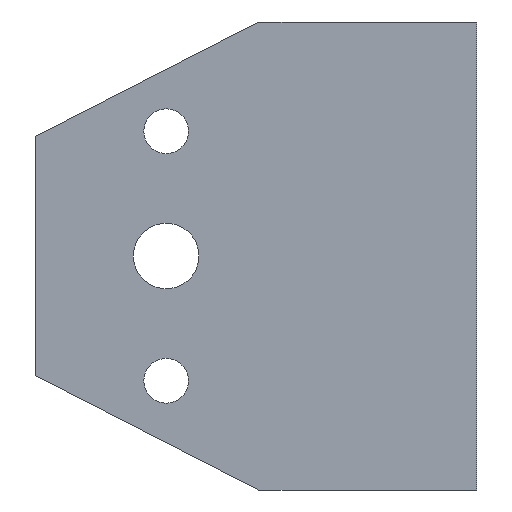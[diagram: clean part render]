
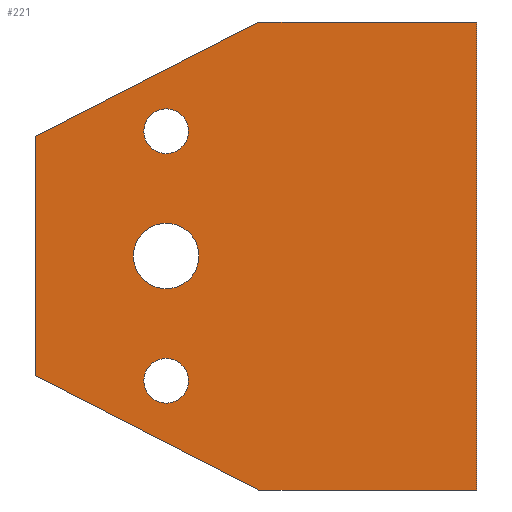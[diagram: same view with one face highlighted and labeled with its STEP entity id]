
A CAD part, left-side view. The second image highlights one B-rep face of the part: STEP entity #221.
In plain terms, the highlighted planar face has unit normal (-1, 0, 0).
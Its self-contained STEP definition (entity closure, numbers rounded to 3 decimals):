
#22=FACE_BOUND('',#59,.T.);
#23=FACE_BOUND('',#60,.T.);
#24=FACE_BOUND('',#61,.T.);
#26=CIRCLE('',#249,2.15);
#28=CIRCLE('',#252,2.15);
#30=CIRCLE('',#255,3.15);
#44=FACE_OUTER_BOUND('',#58,.T.);
#58=EDGE_LOOP('',(#194,#195,#196,#197,#198,#199));
#59=EDGE_LOOP('',(#200));
#60=EDGE_LOOP('',(#201));
#61=EDGE_LOOP('',(#202));
#64=LINE('',#327,#85);
#68=LINE('',#336,#89);
#73=LINE('',#358,#94);
#76=LINE('',#363,#97);
#78=LINE('',#367,#99);
#81=LINE('',#372,#102);
#85=VECTOR('',#268,10.);
#89=VECTOR('',#274,10.);
#94=VECTOR('',#299,10.);
#97=VECTOR('',#304,10.);
#99=VECTOR('',#308,10.);
#102=VECTOR('',#313,10.);
#106=VERTEX_POINT('',#324);
#107=VERTEX_POINT('',#326);
#110=VERTEX_POINT('',#333);
#111=VERTEX_POINT('',#335);
#113=VERTEX_POINT('',#341);
#115=VERTEX_POINT('',#347);
#117=VERTEX_POINT('',#353);
#118=VERTEX_POINT('',#357);
#120=VERTEX_POINT('',#366);
#124=EDGE_CURVE('',#107,#106,#64,.T.);
#128=EDGE_CURVE('',#111,#110,#68,.T.);
#132=EDGE_CURVE('',#113,#113,#26,.T.);
#135=EDGE_CURVE('',#115,#115,#28,.T.);
#138=EDGE_CURVE('',#117,#117,#30,.T.);
#139=EDGE_CURVE('',#118,#111,#73,.T.);
#142=EDGE_CURVE('',#110,#107,#76,.T.);
#144=EDGE_CURVE('',#120,#106,#78,.T.);
#147=EDGE_CURVE('',#118,#120,#81,.T.);
#194=ORIENTED_EDGE('',*,*,#147,.F.);
#195=ORIENTED_EDGE('',*,*,#139,.T.);
#196=ORIENTED_EDGE('',*,*,#128,.T.);
#197=ORIENTED_EDGE('',*,*,#142,.T.);
#198=ORIENTED_EDGE('',*,*,#124,.T.);
#199=ORIENTED_EDGE('',*,*,#144,.F.);
#200=ORIENTED_EDGE('',*,*,#132,.T.);
#201=ORIENTED_EDGE('',*,*,#135,.T.);
#202=ORIENTED_EDGE('',*,*,#138,.F.);
#210=PLANE('',#261);
#221=ADVANCED_FACE('',(#44,#22,#23,#24),#210,.F.);
#249=AXIS2_PLACEMENT_3D('',#343,#281,#282);
#252=AXIS2_PLACEMENT_3D('',#349,#288,#289);
#255=AXIS2_PLACEMENT_3D('',#355,#295,#296);
#261=AXIS2_PLACEMENT_3D('',#375,#317,#318);
#268=DIRECTION('',(0.,-0.89,-0.456));
#274=DIRECTION('',(0.,0.89,-0.456));
#281=DIRECTION('center_axis',(1.,0.,0.));
#282=DIRECTION('ref_axis',(0.,0.,-1.));
#288=DIRECTION('center_axis',(1.,0.,0.));
#289=DIRECTION('ref_axis',(0.,0.,-1.));
#295=DIRECTION('center_axis',(-1.,0.,0.));
#296=DIRECTION('ref_axis',(0.,-1.,0.));
#299=DIRECTION('',(0.,1.,0.));
#304=DIRECTION('',(0.,0.,-1.));
#308=DIRECTION('',(0.,1.,0.));
#313=DIRECTION('',(0.,0.,-1.));
#317=DIRECTION('center_axis',(1.,0.,0.));
#318=DIRECTION('ref_axis',(0.,0.,-1.));
#324=CARTESIAN_POINT('',(0.,-8.918,-25.));
#326=CARTESIAN_POINT('',(0.,12.577,-14.));
#327=CARTESIAN_POINT('',(0.,-8.918,-25.));
#333=CARTESIAN_POINT('',(0.,12.577,9.));
#335=CARTESIAN_POINT('',(0.,-8.918,20.));
#336=CARTESIAN_POINT('',(0.,12.577,9.));
#341=CARTESIAN_POINT('',(0.,0.,-12.35));
#343=CARTESIAN_POINT('Origin',(0.,0.,-14.5));
#347=CARTESIAN_POINT('',(0.,0.,11.65));
#349=CARTESIAN_POINT('Origin',(0.,0.,9.5));
#353=CARTESIAN_POINT('',(0.,3.15,-2.5));
#355=CARTESIAN_POINT('Origin',(0.,0.,-2.5));
#357=CARTESIAN_POINT('',(0.,-29.849,20.));
#358=CARTESIAN_POINT('',(0.,-8.918,20.));
#363=CARTESIAN_POINT('',(0.,12.577,-14.));
#366=CARTESIAN_POINT('',(0.,-29.849,-25.));
#367=CARTESIAN_POINT('',(0.,-29.849,-25.));
#372=CARTESIAN_POINT('',(0.,-29.849,20.));
#375=CARTESIAN_POINT('Origin',(0.,-8.636,-2.5));
